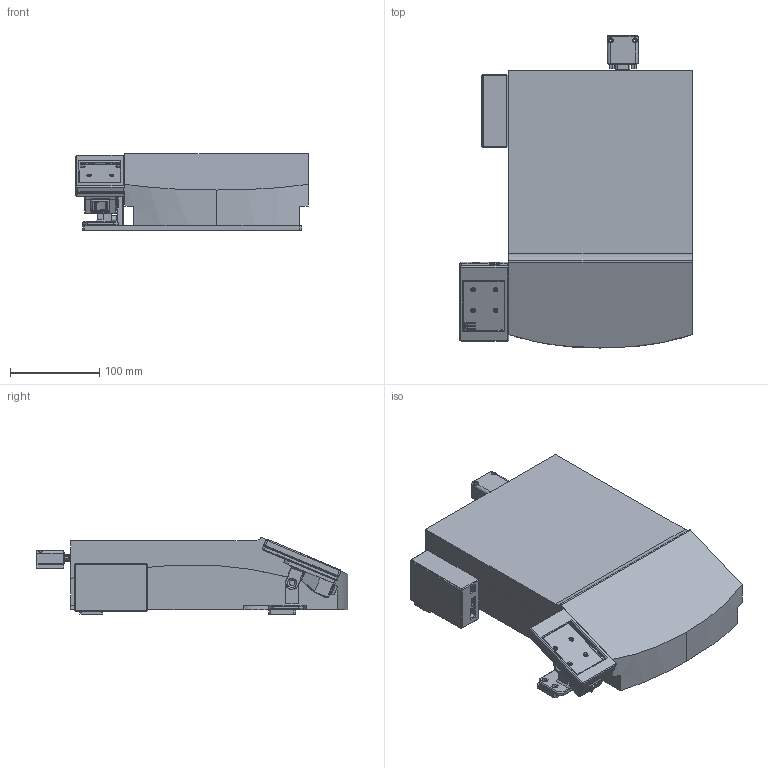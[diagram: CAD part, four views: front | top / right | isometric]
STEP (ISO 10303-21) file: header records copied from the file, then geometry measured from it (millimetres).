
FILE_DESCRIPTION(/* description */ ('STEP AP242','CAx-IF Rec.Pracs.---Representation and Presentation of Product Manufacturing Information (PMI)---4.0---2014-10-13','CAx-IF Rec.Pracs.---3D Tessellated Geometry---0.4---2014-09-14','2;1'),/* implementation_level */ '2;1');
FILE_NAME(/* name */ '66538857534d9d0c80a8f92f',/* time_stamp */ '2024-05-26T19:07:05Z',/* author */ (''),/* organization */ (''),/* preprocessor_version */ 'ST-DEVELOPER v20',/* originating_system */ ' ',/* authorisation */ ' ');
FILE_SCHEMA (('AP242_MANAGED_MODEL_BASED_3D_ENGINEERING_MIM_LF { 1 0 10303 442 1 1 4 }'));
Length unit declared in the file: metre
Products named in the file (29): Assembly 1; KCD1-2-103; profile; alu_profile; btn_holder; holder_2; holder_1; lid; btm; Assembly 3 <1>; DB9; headerpin_3; headerpin_1; pinn_2; PCB RS232 TO TTL; headerpin; pinn; headerpin_2; pinn_1; pinn_3; IC MAX2323; Part 1; Assembly 1 <1>; Back; Front
Assembly tree (28 placements, depth 3):
  Assembly 1
    KCD1-2-103
    KCD1-2-103
    KCD1-2-103
    KCD1-2-103
    profile
    alu_profile
    btn_holder
    holder_2
    holder_1
    lid
    btm
    Assembly 3 <1>
      DB9
      headerpin_3
      headerpin_1
      pinn_2
      PCB RS232 TO TTL
      headerpin
      pinn
      headerpin_2
      pinn_1
      pinn_3
      IC MAX2323
      Part 1
    Assembly 1 <1>
      Back
      Front
    Part 1
Bounding box: 259.86 x 348.67 x 85.61 mm (x, y, z)
Volume: 4396111.7 mm3; surface area: 317591.6 mm2
Topology: 26 solids, 26 shells, 1416 faces, 3528 edges, 2229 vertices
Faces by surface type: plane 1062, cylinder 252, cone 73, torus 19, bspline 6, sphere 4
Full cylindrical faces by diameter (mm): 0.7 x9, 1 x9, 2.5 x2, 2.7 x10, 2.8 x12, 2.969 x2, 3 x4, 3.2 x16, 3.5 x16, 5 x2, 6 x12, 6.2 x3, 7 x12, 8.3 x1, 12 x1
Entity records: 42039 total; most frequent: CARTESIAN_POINT 7274, DIRECTION 6793, ORIENTED_EDGE 6630, EDGE_CURVE 3315, LINE 2673, VECTOR 2673, VERTEX_POINT 2191, AXIS2_PLACEMENT_3D 2060
